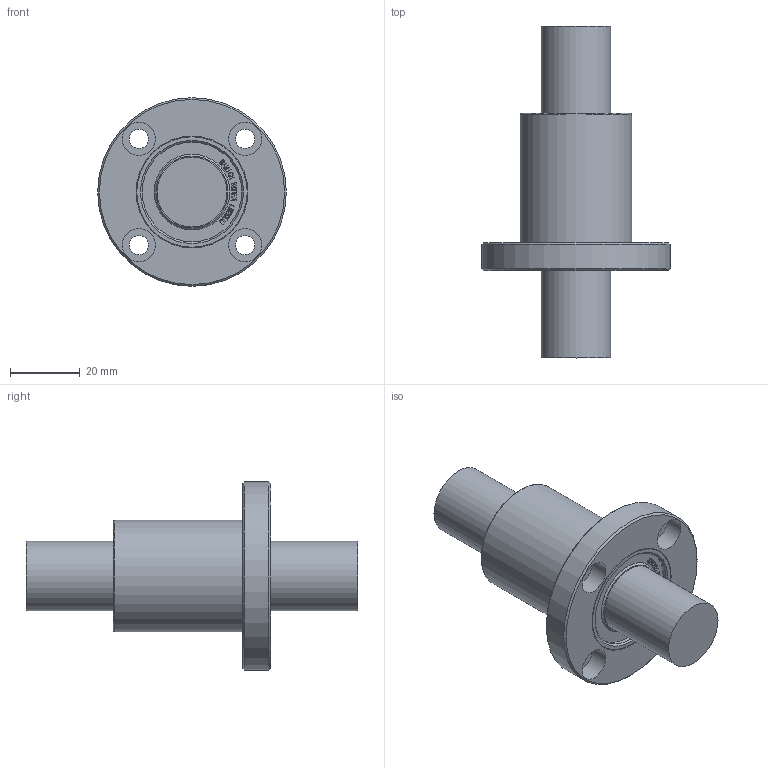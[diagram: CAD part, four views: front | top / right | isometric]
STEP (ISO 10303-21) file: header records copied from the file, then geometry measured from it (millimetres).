
FILE_DESCRIPTION((''),'2;1');
FILE_NAME('LMEF20UU.stp','2013-02-05T19:37:31',('user2'),(''),'Autodesk Inventor 2012','Autodesk Inventor 2012','');
FILE_SCHEMA(('AUTOMOTIVE_DESIGN { 1 0 10303 214 1 1 1 1 }'));
Length unit declared in the file: millimetre
Products named in the file (1): LMEF20UU
Bounding box: 54 x 95 x 54 mm (x, y, z)
Volume: 61041.6 mm3; surface area: 13733.1 mm2
Topology: 1 solids, 1 shells, 843 faces, 2351 edges, 1566 vertices
Faces by surface type: bspline 592, plane 228, cylinder 15, cone 6, torus 2
Full cylindrical faces by diameter (mm): 5.5 x4, 9.5 x4, 20 x2, 28.5 x2, 32 x2, 54 x1
Entity records: 28389 total; most frequent: CARTESIAN_POINT 10062, ORIENTED_EDGE 4652, EDGE_CURVE 2326, DIRECTION 1686, VERTEX_POINT 1564, QUASI_UNIFORM_CURVE 1184, VECTOR 1102, LINE 1102
